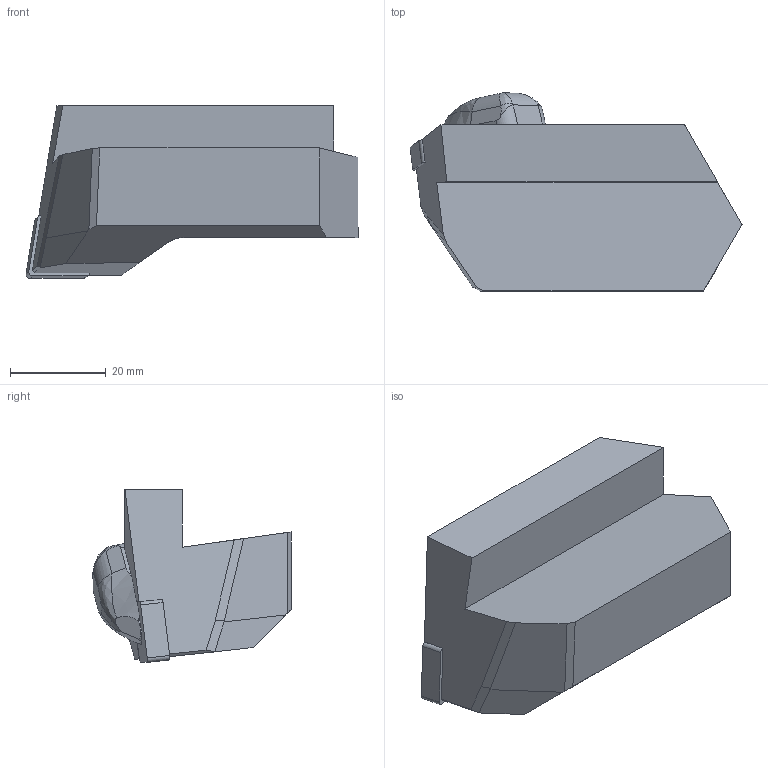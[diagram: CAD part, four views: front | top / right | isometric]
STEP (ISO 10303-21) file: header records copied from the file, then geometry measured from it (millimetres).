
FILE_DESCRIPTION(/* description */ (''),/* implementation_level */ '2;1');
FILE_NAME(/* name */ '1564134851858.stp',/* time_stamp */ '2019-07-26T11:54:17+02:00',/* author */ (''),/* organization */ ('SMS'),/* preprocessor_version */ 'ST-DEVELOPER v16.7',/* originating_system */ 'SIEMENS PLM Software NX 12.0',/* authorisation */ '');
FILE_SCHEMA (('AUTOMOTIVE_DESIGN { 1 0 10303 214 3 1 1 1 }'));
Length unit declared in the file: millimetre
Products named in the file (4): IsoTurningInsert; 202481892mod000_00; ASSEMBLY_CONSTRUCTION; 111173530mod000_01
Assembly tree (3 placements, depth 2):
  111173530mod000_01
    ASSEMBLY_CONSTRUCTION
    202481892mod000_00
    IsoTurningInsert
Bounding box: 69.21 x 41.3 x 36 mm (x, y, z)
Volume: 45707.4 mm3; surface area: 9925.5 mm2
Topology: 2 solids, 2 shells, 65 faces, 185 edges, 129 vertices
Faces by surface type: plane 42, cylinder 14, bspline 9
Full cylindrical faces by diameter (mm): 5.156 x2
Entity records: 2624 total; most frequent: CARTESIAN_POINT 862, ORIENTED_EDGE 362, DIRECTION 304, EDGE_CURVE 181, VERTEX_POINT 121, LINE 110, VECTOR 110, AXIS2_PLACEMENT_3D 97
